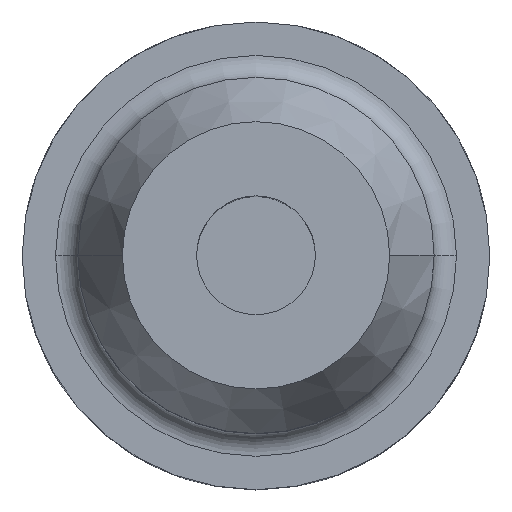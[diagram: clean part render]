
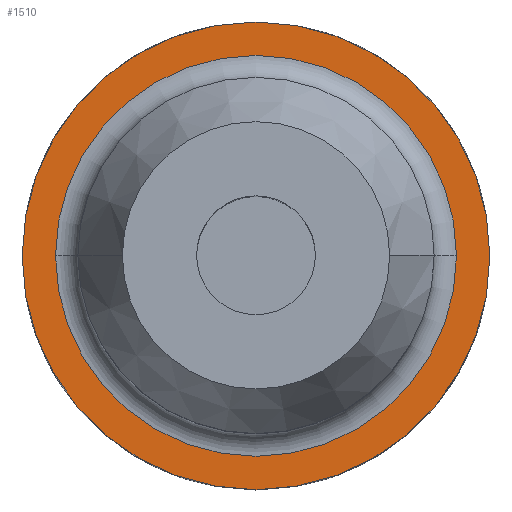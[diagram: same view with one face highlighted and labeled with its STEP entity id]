
A CAD part, top view. The second image highlights one B-rep face of the part: STEP entity #1510.
In plain terms, the highlighted planar face has unit normal (0, 0, 1).
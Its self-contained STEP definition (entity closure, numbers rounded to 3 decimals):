
#237 = DIRECTION ( 'NONE',  ( 1., 0., 0. ) ) ;
#320 = EDGE_LOOP ( 'NONE', ( #1178, #941 ) ) ;
#426 = AXIS2_PLACEMENT_3D ( 'NONE', #4723, #2479, #237 ) ;
#787 = CARTESIAN_POINT ( 'NONE',  ( -27., 0., 22. ) ) ;
#941 = ORIENTED_EDGE ( 'NONE', *, *, #4526, .T. ) ;
#1048 = DIRECTION ( 'NONE',  ( 0., 0., 1. ) ) ;
#1091 = VERTEX_POINT ( 'NONE', #4001 ) ;
#1178 = ORIENTED_EDGE ( 'NONE', *, *, #2860, .T. ) ;
#1236 = ORIENTED_EDGE ( 'NONE', *, *, #4496, .F. ) ;
#1244 = DIRECTION ( 'NONE',  ( 0., 0., -1. ) ) ;
#1310 = AXIS2_PLACEMENT_3D ( 'NONE', #2190, #4815, #2589 ) ;
#1409 = ORIENTED_EDGE ( 'NONE', *, *, #2105, .F. ) ;
#1508 = CIRCLE ( 'NONE', #1561, 27. ) ;
#1510 = ADVANCED_FACE ( 'NONE', ( #3259, #2364 ), #2719, .F. ) ;
#1561 = AXIS2_PLACEMENT_3D ( 'NONE', #3327, #1048, #3715 ) ;
#2105 = EDGE_CURVE ( 'NONE', #3313, #3729, #4788, .T. ) ;
#2116 = DIRECTION ( 'NONE',  ( 0., 0., 1. ) ) ;
#2190 = CARTESIAN_POINT ( 'NONE',  ( 0., 0., 22. ) ) ;
#2288 = CARTESIAN_POINT ( 'NONE',  ( -31.5, 0., 22. ) ) ;
#2299 = EDGE_LOOP ( 'NONE', ( #1409, #1236 ) ) ;
#2364 = FACE_OUTER_BOUND ( 'NONE', #320, .T. ) ;
#2403 = CIRCLE ( 'NONE', #1310, 31.5 ) ;
#2479 = DIRECTION ( 'NONE',  ( 0., 0., 1. ) ) ;
#2589 = DIRECTION ( 'NONE',  ( 1., 0., 0. ) ) ;
#2719 = PLANE ( 'NONE',  #4552 ) ;
#2860 = EDGE_CURVE ( 'NONE', #1091, #3328, #3836, .T. ) ;
#2966 = CARTESIAN_POINT ( 'NONE',  ( 27., 0., 22. ) ) ;
#3150 = CARTESIAN_POINT ( 'NONE',  ( 0., 0., 22. ) ) ;
#3259 = FACE_BOUND ( 'NONE', #2299, .T. ) ;
#3313 = VERTEX_POINT ( 'NONE', #787 ) ;
#3327 = CARTESIAN_POINT ( 'NONE',  ( 0., 0., 22. ) ) ;
#3328 = VERTEX_POINT ( 'NONE', #2288 ) ;
#3495 = AXIS2_PLACEMENT_3D ( 'NONE', #4375, #2116, #4745 ) ;
#3715 = DIRECTION ( 'NONE',  ( -1., 0., 0. ) ) ;
#3729 = VERTEX_POINT ( 'NONE', #2966 ) ;
#3836 = CIRCLE ( 'NONE', #426, 31.5 ) ;
#3902 = DIRECTION ( 'NONE',  ( -1., 0., 0. ) ) ;
#4001 = CARTESIAN_POINT ( 'NONE',  ( 31.5, 0., 22. ) ) ;
#4375 = CARTESIAN_POINT ( 'NONE',  ( 0., 0., 22. ) ) ;
#4496 = EDGE_CURVE ( 'NONE', #3729, #3313, #1508, .T. ) ;
#4526 = EDGE_CURVE ( 'NONE', #3328, #1091, #2403, .T. ) ;
#4552 = AXIS2_PLACEMENT_3D ( 'NONE', #3150, #1244, #3902 ) ;
#4723 = CARTESIAN_POINT ( 'NONE',  ( 0., 0., 22. ) ) ;
#4745 = DIRECTION ( 'NONE',  ( -1., 0., 0. ) ) ;
#4788 = CIRCLE ( 'NONE', #3495, 27. ) ;
#4815 = DIRECTION ( 'NONE',  ( 0., 0., 1. ) ) ;
